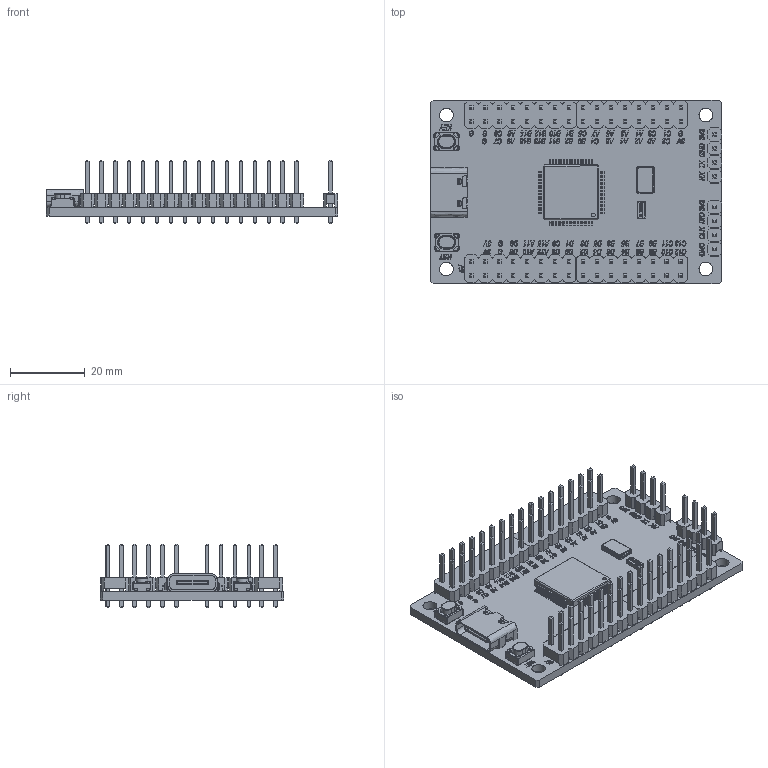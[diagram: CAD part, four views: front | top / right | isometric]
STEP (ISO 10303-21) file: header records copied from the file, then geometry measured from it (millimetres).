
FILE_DESCRIPTION(('FreeCAD Model'),'2;1');
FILE_NAME('Open CASCADE Shape Model','2025-05-03T00:39:12',('FreeCAD'),( 'FreeCAD'),'Open CASCADE STEP processor 7.6','FreeCAD','Unknown');
FILE_SCHEMA(('AUTOMOTIVE_DESIGN { 1 0 10303 214 1 1 1 1 }'));
Products named in the file (1): Open CASCADE STEP translator 7.6 1
Bounding box: 77.91 x 49.07 x 17.04 mm (x, y, z)
Volume: 13348.6 mm3; surface area: 18395.7 mm2
Topology: 34 solids, 34 shells, 7075 faces, 18791 edges, 12115 vertices
Faces by surface type: bspline 7075
Entity records: 209365 total; most frequent: CARTESIAN_POINT 95306, ORIENTED_EDGE 37326, EDGE_CURVE 18663, B_SPLINE_CURVE_WITH_KNOTS 17189, VERTEX_POINT 12115, FACE_BOUND 7708, EDGE_LOOP 7708, ADVANCED_FACE 7075
